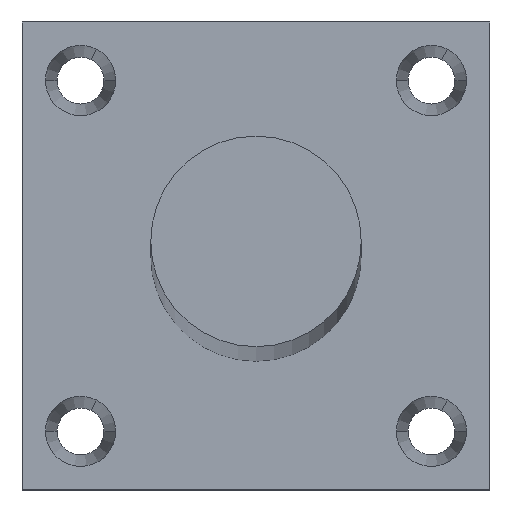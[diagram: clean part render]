
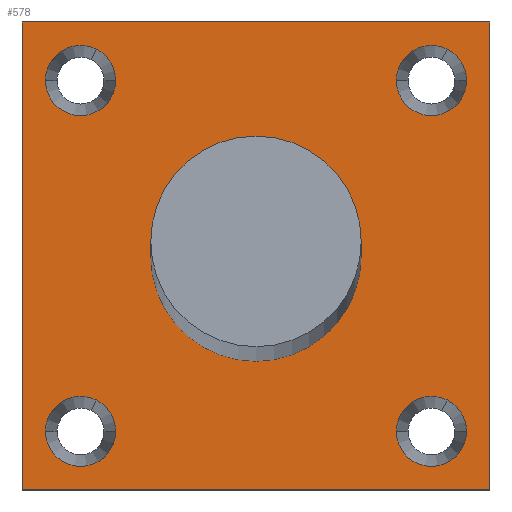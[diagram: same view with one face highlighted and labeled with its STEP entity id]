
A CAD part, top view. The second image highlights one B-rep face of the part: STEP entity #578.
In plain terms, the highlighted planar face has unit normal (0, 0, 1).
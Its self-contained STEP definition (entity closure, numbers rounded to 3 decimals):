
#85=CARTESIAN_POINT('Vertex',(-2.25,0.,2.)) ;
#92=CARTESIAN_POINT('Vertex',(2.25,0.,2.)) ;
#95=CARTESIAN_POINT('Axis2P3D Location',(0.,0.,2.)) ;
#107=CARTESIAN_POINT('Axis2P3D Location',(0.,0.,2.)) ;
#137=CARTESIAN_POINT('Vertex',(5.,5.,2.)) ;
#140=CARTESIAN_POINT('Line Origine',(5.,0.,2.)) ;
#144=CARTESIAN_POINT('Vertex',(5.,-5.,2.)) ;
#171=CARTESIAN_POINT('Line Origine',(0.,-5.,2.)) ;
#175=CARTESIAN_POINT('Vertex',(-5.,-5.,2.)) ;
#202=CARTESIAN_POINT('Line Origine',(-5.,0.,2.)) ;
#206=CARTESIAN_POINT('Vertex',(-5.,5.,2.)) ;
#231=CARTESIAN_POINT('Line Origine',(0.,5.,2.)) ;
#254=CARTESIAN_POINT('Vertex',(-3.415,-3.079,2.)) ;
#268=CARTESIAN_POINT('Vertex',(-3.,-3.75,2.)) ;
#271=CARTESIAN_POINT('Axis2P3D Location',(-3.75,-3.75,2.)) ;
#294=CARTESIAN_POINT('Vertex',(-4.5,-3.75,2.)) ;
#302=CARTESIAN_POINT('Axis2P3D Location',(-3.75,-3.75,2.)) ;
#324=CARTESIAN_POINT('Axis2P3D Location',(-3.75,-3.75,2.)) ;
#347=CARTESIAN_POINT('Vertex',(-4.5,3.75,2.)) ;
#361=CARTESIAN_POINT('Vertex',(-3.415,4.421,2.)) ;
#364=CARTESIAN_POINT('Axis2P3D Location',(-3.75,3.75,2.)) ;
#387=CARTESIAN_POINT('Vertex',(-3.,3.75,2.)) ;
#395=CARTESIAN_POINT('Axis2P3D Location',(-3.75,3.75,2.)) ;
#417=CARTESIAN_POINT('Axis2P3D Location',(-3.75,3.75,2.)) ;
#438=CARTESIAN_POINT('Vertex',(4.085,4.421,2.)) ;
#443=CARTESIAN_POINT('Axis2P3D Location',(3.75,3.75,2.)) ;
#447=CARTESIAN_POINT('Vertex',(3.,3.75,2.)) ;
#478=CARTESIAN_POINT('Vertex',(4.5,3.75,2.)) ;
#483=CARTESIAN_POINT('Axis2P3D Location',(3.75,3.75,2.)) ;
#505=CARTESIAN_POINT('Axis2P3D Location',(3.75,3.75,2.)) ;
#522=CARTESIAN_POINT('Axis2P3D Location',(0.,0.,2.)) ;
#533=CARTESIAN_POINT('Axis2P3D Location',(3.75,-3.75,2.)) ;
#537=CARTESIAN_POINT('Vertex',(4.085,-3.079,2.)) ;
#539=CARTESIAN_POINT('Vertex',(4.5,-3.75,2.)) ;
#542=CARTESIAN_POINT('Axis2P3D Location',(3.75,-3.75,2.)) ;
#546=CARTESIAN_POINT('Vertex',(3.,-3.75,2.)) ;
#549=CARTESIAN_POINT('Axis2P3D Location',(3.75,-3.75,2.)) ;
#96=DIRECTION('Axis2P3D Direction',(0.,0.,1.)) ;
#108=DIRECTION('Axis2P3D Direction',(0.,0.,1.)) ;
#141=DIRECTION('Vector Direction',(0.,-1.,0.)) ;
#172=DIRECTION('Vector Direction',(-1.,0.,0.)) ;
#203=DIRECTION('Vector Direction',(0.,1.,0.)) ;
#232=DIRECTION('Vector Direction',(1.,0.,0.)) ;
#272=DIRECTION('Axis2P3D Direction',(0.,0.,-1.)) ;
#303=DIRECTION('Axis2P3D Direction',(0.,0.,-1.)) ;
#325=DIRECTION('Axis2P3D Direction',(0.,0.,-1.)) ;
#365=DIRECTION('Axis2P3D Direction',(0.,0.,1.)) ;
#396=DIRECTION('Axis2P3D Direction',(0.,0.,1.)) ;
#418=DIRECTION('Axis2P3D Direction',(0.,0.,1.)) ;
#444=DIRECTION('Axis2P3D Direction',(0.,0.,1.)) ;
#484=DIRECTION('Axis2P3D Direction',(0.,0.,1.)) ;
#506=DIRECTION('Axis2P3D Direction',(0.,0.,1.)) ;
#523=DIRECTION('Axis2P3D Direction',(0.,0.,1.)) ;
#524=DIRECTION('Axis2P3D XDirection',(1.,0.,0.)) ;
#534=DIRECTION('Axis2P3D Direction',(0.,0.,1.)) ;
#543=DIRECTION('Axis2P3D Direction',(0.,0.,1.)) ;
#550=DIRECTION('Axis2P3D Direction',(0.,0.,1.)) ;
#97=AXIS2_PLACEMENT_3D('Circle Axis2P3D',#95,#96,$) ;
#109=AXIS2_PLACEMENT_3D('Circle Axis2P3D',#107,#108,$) ;
#273=AXIS2_PLACEMENT_3D('Circle Axis2P3D',#271,#272,$) ;
#304=AXIS2_PLACEMENT_3D('Circle Axis2P3D',#302,#303,$) ;
#326=AXIS2_PLACEMENT_3D('Circle Axis2P3D',#324,#325,$) ;
#366=AXIS2_PLACEMENT_3D('Circle Axis2P3D',#364,#365,$) ;
#397=AXIS2_PLACEMENT_3D('Circle Axis2P3D',#395,#396,$) ;
#419=AXIS2_PLACEMENT_3D('Circle Axis2P3D',#417,#418,$) ;
#445=AXIS2_PLACEMENT_3D('Circle Axis2P3D',#443,#444,$) ;
#485=AXIS2_PLACEMENT_3D('Circle Axis2P3D',#483,#484,$) ;
#507=AXIS2_PLACEMENT_3D('Circle Axis2P3D',#505,#506,$) ;
#525=AXIS2_PLACEMENT_3D('Plane Axis2P3D',#522,#523,#524) ;
#535=AXIS2_PLACEMENT_3D('Circle Axis2P3D',#533,#534,$) ;
#544=AXIS2_PLACEMENT_3D('Circle Axis2P3D',#542,#543,$) ;
#551=AXIS2_PLACEMENT_3D('Circle Axis2P3D',#549,#550,$) ;
#528=ORIENTED_EDGE('',*,*,#235,.T.) ;
#529=ORIENTED_EDGE('',*,*,#208,.T.) ;
#530=ORIENTED_EDGE('',*,*,#177,.T.) ;
#531=ORIENTED_EDGE('',*,*,#146,.T.) ;
#555=ORIENTED_EDGE('',*,*,#541,.T.) ;
#556=ORIENTED_EDGE('',*,*,#548,.T.) ;
#557=ORIENTED_EDGE('',*,*,#553,.T.) ;
#560=ORIENTED_EDGE('',*,*,#449,.F.) ;
#561=ORIENTED_EDGE('',*,*,#487,.F.) ;
#562=ORIENTED_EDGE('',*,*,#509,.F.) ;
#565=ORIENTED_EDGE('',*,*,#421,.T.) ;
#566=ORIENTED_EDGE('',*,*,#399,.T.) ;
#567=ORIENTED_EDGE('',*,*,#368,.T.) ;
#570=ORIENTED_EDGE('',*,*,#328,.T.) ;
#571=ORIENTED_EDGE('',*,*,#306,.T.) ;
#572=ORIENTED_EDGE('',*,*,#275,.T.) ;
#575=ORIENTED_EDGE('',*,*,#99,.F.) ;
#576=ORIENTED_EDGE('',*,*,#111,.F.) ;
#558=FACE_BOUND('',#554,.T.) ;
#563=FACE_BOUND('',#559,.T.) ;
#568=FACE_BOUND('',#564,.T.) ;
#573=FACE_BOUND('',#569,.T.) ;
#577=FACE_BOUND('',#574,.T.) ;
#142=VECTOR('Line Direction',#141,1.) ;
#173=VECTOR('Line Direction',#172,1.) ;
#204=VECTOR('Line Direction',#203,1.) ;
#233=VECTOR('Line Direction',#232,1.) ;
#578=ADVANCED_FACE('PartBody',(#532,#558,#563,#568,#573,#577),#526,.T.) ;
#98=CIRCLE('generated circle',#97,2.25) ;
#110=CIRCLE('generated circle',#109,2.25) ;
#274=CIRCLE('generated circle',#273,0.75) ;
#305=CIRCLE('generated circle',#304,0.75) ;
#327=CIRCLE('generated circle',#326,0.75) ;
#367=CIRCLE('generated circle',#366,0.75) ;
#398=CIRCLE('generated circle',#397,0.75) ;
#420=CIRCLE('generated circle',#419,0.75) ;
#446=CIRCLE('generated circle',#445,0.75) ;
#486=CIRCLE('generated circle',#485,0.75) ;
#508=CIRCLE('generated circle',#507,0.75) ;
#536=CIRCLE('generated circle',#535,0.75) ;
#545=CIRCLE('generated circle',#544,0.75) ;
#552=CIRCLE('generated circle',#551,0.75) ;
#99=EDGE_CURVE('',#93,#86,#98,.T.) ;
#111=EDGE_CURVE('',#86,#93,#110,.T.) ;
#146=EDGE_CURVE('',#145,#138,#143,.F.) ;
#177=EDGE_CURVE('',#176,#145,#174,.F.) ;
#208=EDGE_CURVE('',#207,#176,#205,.F.) ;
#235=EDGE_CURVE('',#138,#207,#234,.F.) ;
#275=EDGE_CURVE('',#255,#269,#274,.T.) ;
#306=EDGE_CURVE('',#295,#255,#305,.T.) ;
#328=EDGE_CURVE('',#269,#295,#327,.T.) ;
#368=EDGE_CURVE('',#348,#362,#367,.F.) ;
#399=EDGE_CURVE('',#388,#348,#398,.F.) ;
#421=EDGE_CURVE('',#362,#388,#420,.F.) ;
#449=EDGE_CURVE('',#439,#448,#446,.T.) ;
#487=EDGE_CURVE('',#479,#439,#486,.T.) ;
#509=EDGE_CURVE('',#448,#479,#508,.T.) ;
#541=EDGE_CURVE('',#538,#540,#536,.F.) ;
#548=EDGE_CURVE('',#540,#547,#545,.F.) ;
#553=EDGE_CURVE('',#547,#538,#552,.F.) ;
#527=EDGE_LOOP('',(#528,#529,#530,#531)) ;
#554=EDGE_LOOP('',(#555,#556,#557)) ;
#559=EDGE_LOOP('',(#560,#561,#562)) ;
#564=EDGE_LOOP('',(#565,#566,#567)) ;
#569=EDGE_LOOP('',(#570,#571,#572)) ;
#574=EDGE_LOOP('',(#575,#576)) ;
#532=FACE_OUTER_BOUND('',#527,.T.) ;
#143=LINE('Line',#140,#142) ;
#174=LINE('Line',#171,#173) ;
#205=LINE('Line',#202,#204) ;
#234=LINE('Line',#231,#233) ;
#526=PLANE('Plane',#525) ;
#86=VERTEX_POINT('',#85) ;
#93=VERTEX_POINT('',#92) ;
#138=VERTEX_POINT('',#137) ;
#145=VERTEX_POINT('',#144) ;
#176=VERTEX_POINT('',#175) ;
#207=VERTEX_POINT('',#206) ;
#255=VERTEX_POINT('',#254) ;
#269=VERTEX_POINT('',#268) ;
#295=VERTEX_POINT('',#294) ;
#348=VERTEX_POINT('',#347) ;
#362=VERTEX_POINT('',#361) ;
#388=VERTEX_POINT('',#387) ;
#439=VERTEX_POINT('',#438) ;
#448=VERTEX_POINT('',#447) ;
#479=VERTEX_POINT('',#478) ;
#538=VERTEX_POINT('',#537) ;
#540=VERTEX_POINT('',#539) ;
#547=VERTEX_POINT('',#546) ;
